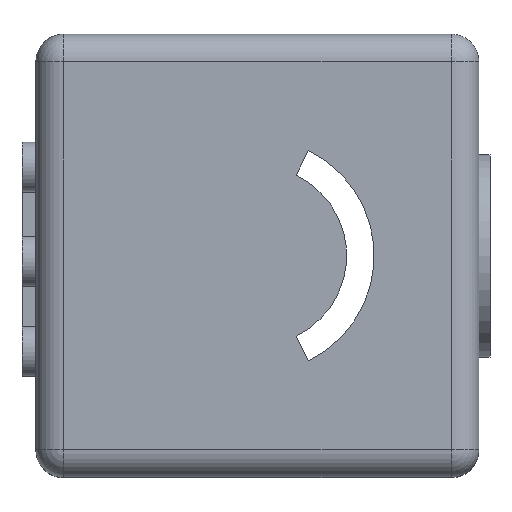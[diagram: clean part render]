
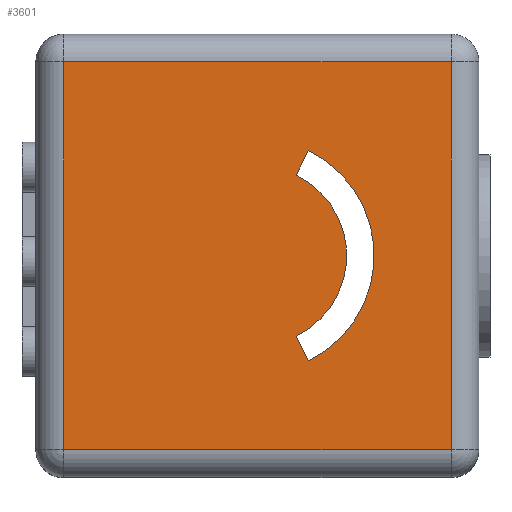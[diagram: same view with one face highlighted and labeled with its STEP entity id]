
A CAD part, top view. The second image highlights one B-rep face of the part: STEP entity #3601.
In plain terms, the highlighted planar face has unit normal (0, 0, 1).
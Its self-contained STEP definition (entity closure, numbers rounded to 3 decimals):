
#232=CARTESIAN_POINT('',(26.165,17.,131.0));
#233=VERTEX_POINT('',#232);
#240=CARTESIAN_POINT('',(26.165,55.0,131.0));
#241=VERTEX_POINT('',#240);
#242=CARTESIAN_POINT('',(17.0,36.,131.0));
#243=DIRECTION('',(0.0,0.0,-1.0));
#244=DIRECTION('',(1.0,0.0,0.0));
#245=AXIS2_PLACEMENT_3D('',#242,#243,#244);
#246=CIRCLE('',#245,21.095);
#247=EDGE_CURVE('',#241,#233,#246,.T.);
#272=CARTESIAN_POINT('',(24.006,50.523,131.0));
#273=VERTEX_POINT('',#272);
#274=CARTESIAN_POINT('',(24.006,50.523,131.0));
#275=DIRECTION('',(0.434,0.901,0.0));
#276=VECTOR('',#275,4.971);
#277=LINE('',#274,#276);
#278=EDGE_CURVE('',#273,#241,#277,.T.);
#304=CARTESIAN_POINT('',(24.006,21.477,131.0));
#305=VERTEX_POINT('',#304);
#306=CARTESIAN_POINT('',(17.0,36.,131.0));
#307=DIRECTION('',(0.0,0.0,1.0));
#308=DIRECTION('',(-1.0,0.0,0.0));
#309=AXIS2_PLACEMENT_3D('',#306,#307,#308);
#310=CIRCLE('',#309,16.125);
#311=EDGE_CURVE('',#305,#273,#310,.T.);
#334=CARTESIAN_POINT('',(26.165,17.,131.0));
#335=DIRECTION('',(-0.434,0.901,0.0));
#336=VECTOR('',#335,4.971);
#337=LINE('',#334,#336);
#338=EDGE_CURVE('',#233,#305,#337,.T.);
#3020=CARTESIAN_POINT('',(-18.0,1.0,131.0));
#3021=VERTEX_POINT('',#3020);
#3280=CARTESIAN_POINT('',(52.0,1.0,131.0));
#3281=VERTEX_POINT('',#3280);
#3289=CARTESIAN_POINT('',(-18.0,1.0,131.0));
#3290=DIRECTION('',(1.0,0.0,0.0));
#3291=VECTOR('',#3290,70.0);
#3292=LINE('',#3289,#3291);
#3293=EDGE_CURVE('',#3021,#3281,#3292,.T.);
#3528=CARTESIAN_POINT('',(-18.0,71.0,131.0));
#3529=VERTEX_POINT('',#3528);
#3530=CARTESIAN_POINT('',(-18.0,1.0,131.0));
#3531=DIRECTION('',(0.0,1.0,0.0));
#3532=VECTOR('',#3531,70.);
#3533=LINE('',#3530,#3532);
#3534=EDGE_CURVE('',#3021,#3529,#3533,.T.);
#3572=CARTESIAN_POINT('',(-23.,-4.0,131.0));
#3573=DIRECTION('',(0.0,0.0,1.0));
#3574=DIRECTION('',(1.0,0.0,0.0));
#3575=AXIS2_PLACEMENT_3D('',#3572,#3573,#3574);
#3576=PLANE('',#3575);
#3577=ORIENTED_EDGE('',*,*,#3534,.F.);
#3578=ORIENTED_EDGE('',*,*,#3293,.T.);
#3579=CARTESIAN_POINT('',(52.0,71.0,131.0));
#3580=VERTEX_POINT('',#3579);
#3581=CARTESIAN_POINT('',(52.0,1.0,131.0));
#3582=DIRECTION('',(0.0,1.0,0.0));
#3583=VECTOR('',#3582,70.);
#3584=LINE('',#3581,#3583);
#3585=EDGE_CURVE('',#3281,#3580,#3584,.T.);
#3586=ORIENTED_EDGE('',*,*,#3585,.T.);
#3587=CARTESIAN_POINT('',(-18.0,71.0,131.0));
#3588=DIRECTION('',(1.0,0.0,0.0));
#3589=VECTOR('',#3588,70.0);
#3590=LINE('',#3587,#3589);
#3591=EDGE_CURVE('',#3529,#3580,#3590,.T.);
#3592=ORIENTED_EDGE('',*,*,#3591,.F.);
#3593=EDGE_LOOP('',(#3577,#3578,#3586,#3592));
#3594=FACE_OUTER_BOUND('',#3593,.T.);
#3595=ORIENTED_EDGE('',*,*,#311,.T.);
#3596=ORIENTED_EDGE('',*,*,#278,.T.);
#3597=ORIENTED_EDGE('',*,*,#247,.T.);
#3598=ORIENTED_EDGE('',*,*,#338,.T.);
#3599=EDGE_LOOP('',(#3595,#3596,#3597,#3598));
#3600=FACE_BOUND('',#3599,.T.);
#3601=ADVANCED_FACE('',(#3594,#3600),#3576,.T.);
